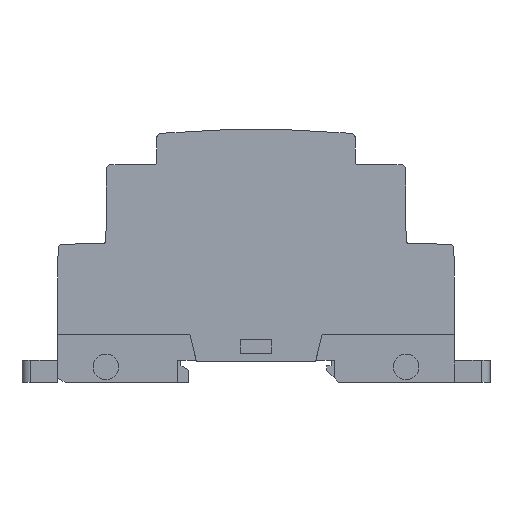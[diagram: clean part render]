
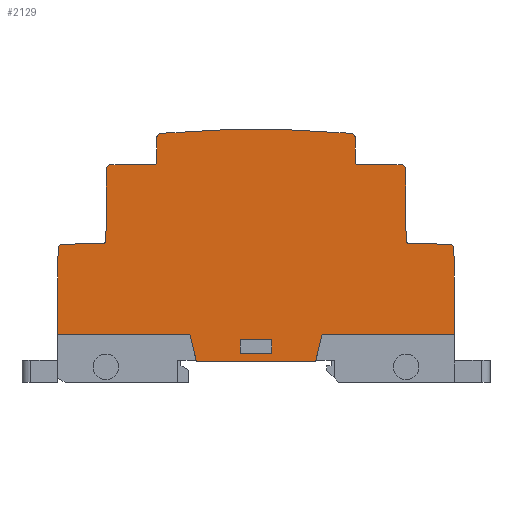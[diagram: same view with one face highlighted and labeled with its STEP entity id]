
A CAD part, left-side view. The second image highlights one B-rep face of the part: STEP entity #2129.
In plain terms, the highlighted planar face has unit normal (-1, 0, 0).
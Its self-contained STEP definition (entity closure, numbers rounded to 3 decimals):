
#1356=CARTESIAN_POINT('',(0.,-44.83,25.449));
#1357=VERTEX_POINT('',#1356);
#1358=CARTESIAN_POINT('',(0.0,-43.857,26.442));
#1359=VERTEX_POINT('',#1358);
#1360=CARTESIAN_POINT('',(0.,-43.829,25.441));
#1361=DIRECTION('',(-1.0,0.,0.));
#1362=DIRECTION('',(0.,-0.712,0.702));
#1363=AXIS2_PLACEMENT_3D('',#1360,#1361,#1362);
#1364=CIRCLE('',#1363,1.001);
#1365=EDGE_CURVE('',#1357,#1359,#1364,.T.);
#1398=CARTESIAN_POINT('',(0.,-45.001,6.));
#1399=VERTEX_POINT('',#1398);
#1400=CARTESIAN_POINT('',(0.,-45.001,6.));
#1401=DIRECTION('',(0.0,0.009,1.));
#1402=VECTOR('',#1401,19.449);
#1403=LINE('',#1400,#1402);
#1404=EDGE_CURVE('',#1399,#1357,#1403,.T.);
#1429=CARTESIAN_POINT('',(0.,44.83,25.451));
#1430=VERTEX_POINT('',#1429);
#1431=CARTESIAN_POINT('',(0.,45.,6.));
#1432=VERTEX_POINT('',#1431);
#1433=CARTESIAN_POINT('',(0.,44.83,25.451));
#1434=DIRECTION('',(0.0,0.009,-1.));
#1435=VECTOR('',#1434,19.452);
#1436=LINE('',#1433,#1435);
#1437=EDGE_CURVE('',#1430,#1432,#1436,.T.);
#1469=CARTESIAN_POINT('',(0.0,43.856,26.442));
#1470=VERTEX_POINT('',#1469);
#1471=CARTESIAN_POINT('',(0.,43.83,25.442));
#1472=DIRECTION('',(-1.0,0.,0.));
#1473=DIRECTION('',(0.,0.713,0.701));
#1474=AXIS2_PLACEMENT_3D('',#1471,#1472,#1473);
#1475=CIRCLE('',#1474,1.);
#1476=EDGE_CURVE('',#1470,#1430,#1475,.T.);
#1502=CARTESIAN_POINT('',(0.,33.853,43.508));
#1503=VERTEX_POINT('',#1502);
#1504=CARTESIAN_POINT('',(0.,33.996,27.183));
#1505=VERTEX_POINT('',#1504);
#1506=CARTESIAN_POINT('',(0.,33.853,43.508));
#1507=DIRECTION('',(0.0,0.009,-1.));
#1508=VECTOR('',#1507,16.326);
#1509=LINE('',#1506,#1508);
#1510=EDGE_CURVE('',#1503,#1505,#1509,.T.);
#1542=CARTESIAN_POINT('',(0.,22.496,44.994));
#1543=VERTEX_POINT('',#1542);
#1544=CARTESIAN_POINT('',(0.,22.995,44.5));
#1545=VERTEX_POINT('',#1544);
#1546=CARTESIAN_POINT('',(0.,22.995,44.998));
#1547=DIRECTION('',(1.0,0.,0.));
#1548=DIRECTION('',(0.,-0.705,-0.71));
#1549=AXIS2_PLACEMENT_3D('',#1546,#1547,#1548);
#1550=CIRCLE('',#1549,0.499);
#1551=EDGE_CURVE('',#1543,#1545,#1550,.T.);
#1584=CARTESIAN_POINT('',(0.,22.446,50.598));
#1585=VERTEX_POINT('',#1584);
#1586=CARTESIAN_POINT('',(0.,22.446,50.598));
#1587=DIRECTION('',(0.0,0.009,-1.));
#1588=VECTOR('',#1587,5.604);
#1589=LINE('',#1586,#1588);
#1590=EDGE_CURVE('',#1585,#1543,#1589,.T.);
#1615=CARTESIAN_POINT('',(0.,21.535,51.582));
#1616=VERTEX_POINT('',#1615);
#1617=CARTESIAN_POINT('',(0.,21.448,50.588));
#1618=DIRECTION('',(-1.0,0.,0.));
#1619=DIRECTION('',(0.,0.734,0.679));
#1620=AXIS2_PLACEMENT_3D('',#1617,#1618,#1619);
#1621=CIRCLE('',#1620,0.998);
#1622=EDGE_CURVE('',#1616,#1585,#1621,.T.);
#1648=CARTESIAN_POINT('',(0.,-21.532,51.583));
#1649=VERTEX_POINT('',#1648);
#1650=CARTESIAN_POINT('',(0.,0.,-201.1));
#1651=DIRECTION('',(-1.0,0.,0.));
#1652=DIRECTION('',(0.,0.,1.));
#1653=AXIS2_PLACEMENT_3D('',#1650,#1651,#1652);
#1654=CIRCLE('',#1653,253.599);
#1655=EDGE_CURVE('',#1649,#1616,#1654,.T.);
#1681=CARTESIAN_POINT('',(0.,-22.447,50.594));
#1682=VERTEX_POINT('',#1681);
#1683=CARTESIAN_POINT('',(0.,-21.447,50.586));
#1684=DIRECTION('',(-1.0,0.,0.));
#1685=DIRECTION('',(0.,-0.733,0.68));
#1686=AXIS2_PLACEMENT_3D('',#1683,#1684,#1685);
#1687=CIRCLE('',#1686,1.);
#1688=EDGE_CURVE('',#1682,#1649,#1687,.T.);
#1714=CARTESIAN_POINT('',(0.,-22.496,44.994));
#1715=VERTEX_POINT('',#1714);
#1716=CARTESIAN_POINT('',(0.,-22.496,44.994));
#1717=DIRECTION('',(0.0,0.009,1.));
#1718=VECTOR('',#1717,5.6);
#1719=LINE('',#1716,#1718);
#1720=EDGE_CURVE('',#1715,#1682,#1719,.T.);
#1745=CARTESIAN_POINT('',(0.,-22.992,44.5));
#1746=VERTEX_POINT('',#1745);
#1747=CARTESIAN_POINT('',(0.,-22.994,44.997));
#1748=DIRECTION('',(1.0,0.,0.));
#1749=DIRECTION('',(0.,0.701,-0.713));
#1750=AXIS2_PLACEMENT_3D('',#1747,#1748,#1749);
#1751=CIRCLE('',#1750,0.498);
#1752=EDGE_CURVE('',#1746,#1715,#1751,.T.);
#1778=CARTESIAN_POINT('',(0.,-32.853,44.5));
#1779=VERTEX_POINT('',#1778);
#1780=CARTESIAN_POINT('',(0.,-32.853,44.5));
#1781=DIRECTION('',(0.0,1.0,0.0));
#1782=VECTOR('',#1781,9.861);
#1783=LINE('',#1780,#1782);
#1784=EDGE_CURVE('',#1779,#1746,#1783,.T.);
#1809=CARTESIAN_POINT('',(0.,-33.853,43.507));
#1810=VERTEX_POINT('',#1809);
#1811=CARTESIAN_POINT('',(0.,-32.853,43.5));
#1812=DIRECTION('',(-1.0,0.,0.));
#1813=DIRECTION('',(0.,-0.704,0.711));
#1814=AXIS2_PLACEMENT_3D('',#1811,#1812,#1813);
#1815=CIRCLE('',#1814,1.);
#1816=EDGE_CURVE('',#1810,#1779,#1815,.T.);
#1842=CARTESIAN_POINT('',(0.,-33.996,27.183));
#1843=VERTEX_POINT('',#1842);
#1844=CARTESIAN_POINT('',(0.,-33.996,27.183));
#1845=DIRECTION('',(0.0,0.009,1.));
#1846=VECTOR('',#1845,16.325);
#1847=LINE('',#1844,#1846);
#1848=EDGE_CURVE('',#1843,#1810,#1847,.T.);
#1873=CARTESIAN_POINT('',(0.0,-34.482,26.687));
#1874=VERTEX_POINT('',#1873);
#1875=CARTESIAN_POINT('',(0.,-34.496,27.186));
#1876=DIRECTION('',(1.0,0.,0.));
#1877=DIRECTION('',(0.,0.712,-0.702));
#1878=AXIS2_PLACEMENT_3D('',#1875,#1876,#1877);
#1879=CIRCLE('',#1878,0.499);
#1880=EDGE_CURVE('',#1874,#1843,#1879,.T.);
#1906=CARTESIAN_POINT('',(0.,32.851,44.5));
#1907=VERTEX_POINT('',#1906);
#1908=CARTESIAN_POINT('',(0.,32.852,43.499));
#1909=DIRECTION('',(-1.0,0.,0.));
#1910=DIRECTION('',(0.,0.704,0.71));
#1911=AXIS2_PLACEMENT_3D('',#1908,#1909,#1910);
#1912=CIRCLE('',#1911,1.001);
#1913=EDGE_CURVE('',#1907,#1503,#1912,.T.);
#1939=CARTESIAN_POINT('',(0.,22.995,44.5));
#1940=DIRECTION('',(0.0,1.0,0.0));
#1941=VECTOR('',#1940,9.856);
#1942=LINE('',#1939,#1941);
#1943=EDGE_CURVE('',#1545,#1907,#1942,.T.);
#1961=CARTESIAN_POINT('',(0.,-34.482,26.687));
#1962=DIRECTION('',(0.0,-1.,-0.026));
#1963=VECTOR('',#1962,9.378);
#1964=LINE('',#1961,#1963);
#1965=EDGE_CURVE('',#1874,#1359,#1964,.T.);
#1999=CARTESIAN_POINT('',(0.,34.483,26.687));
#2000=VERTEX_POINT('',#1999);
#2001=CARTESIAN_POINT('',(0.,43.856,26.442));
#2002=DIRECTION('',(0.0,-1.,0.026));
#2003=VECTOR('',#2002,9.376);
#2004=LINE('',#2001,#2003);
#2005=EDGE_CURVE('',#1470,#2000,#2004,.T.);
#2057=CARTESIAN_POINT('',(0.0,0.,15.));
#2058=DIRECTION('',(1.0,0.0,0.0));
#2059=DIRECTION('',(0.0,0.0,-1.0));
#2060=AXIS2_PLACEMENT_3D('',#2057,#2058,#2059);
#2061=PLANE('',#2060);
#2062=ORIENTED_EDGE('',*,*,#1965,.F.);
#2063=ORIENTED_EDGE('',*,*,#1880,.T.);
#2064=ORIENTED_EDGE('',*,*,#1848,.T.);
#2065=ORIENTED_EDGE('',*,*,#1816,.T.);
#2066=ORIENTED_EDGE('',*,*,#1784,.T.);
#2067=ORIENTED_EDGE('',*,*,#1752,.T.);
#2068=ORIENTED_EDGE('',*,*,#1720,.T.);
#2069=ORIENTED_EDGE('',*,*,#1688,.T.);
#2070=ORIENTED_EDGE('',*,*,#1655,.T.);
#2071=ORIENTED_EDGE('',*,*,#1622,.T.);
#2072=ORIENTED_EDGE('',*,*,#1590,.T.);
#2073=ORIENTED_EDGE('',*,*,#1551,.T.);
#2074=ORIENTED_EDGE('',*,*,#1943,.T.);
#2075=ORIENTED_EDGE('',*,*,#1913,.T.);
#2076=ORIENTED_EDGE('',*,*,#1510,.T.);
#2077=CARTESIAN_POINT('',(0.,34.496,27.187));
#2078=DIRECTION('',(1.0,0.,0.));
#2079=DIRECTION('',(0.,-0.714,-0.701));
#2080=AXIS2_PLACEMENT_3D('',#2077,#2078,#2079);
#2081=CIRCLE('',#2080,0.5);
#2082=EDGE_CURVE('',#1505,#2000,#2081,.T.);
#2083=ORIENTED_EDGE('',*,*,#2082,.T.);
#2084=ORIENTED_EDGE('',*,*,#2005,.F.);
#2085=ORIENTED_EDGE('',*,*,#1476,.T.);
#2086=ORIENTED_EDGE('',*,*,#1437,.T.);
#2087=CARTESIAN_POINT('',(0.0,15.,6.));
#2088=VERTEX_POINT('',#2087);
#2089=CARTESIAN_POINT('',(0.,45.,6.));
#2090=DIRECTION('',(0.0,-1.0,0.0));
#2091=VECTOR('',#2090,30.);
#2092=LINE('',#2089,#2091);
#2093=EDGE_CURVE('',#1432,#2088,#2092,.T.);
#2094=ORIENTED_EDGE('',*,*,#2093,.T.);
#2095=CARTESIAN_POINT('',(0.0,13.5,0.));
#2096=VERTEX_POINT('',#2095);
#2097=CARTESIAN_POINT('',(0.,13.5,0.0));
#2098=DIRECTION('',(0.0,0.243,0.97));
#2099=VECTOR('',#2098,6.185);
#2100=LINE('',#2097,#2099);
#2101=EDGE_CURVE('',#2096,#2088,#2100,.T.);
#2102=ORIENTED_EDGE('',*,*,#2101,.F.);
#2103=CARTESIAN_POINT('',(0.0,-13.5,0.));
#2104=VERTEX_POINT('',#2103);
#2105=CARTESIAN_POINT('',(0.,-13.5,0.));
#2106=DIRECTION('',(0.0,1.0,0.0));
#2107=VECTOR('',#2106,27.);
#2108=LINE('',#2105,#2107);
#2109=EDGE_CURVE('',#2104,#2096,#2108,.T.);
#2110=ORIENTED_EDGE('',*,*,#2109,.F.);
#2111=CARTESIAN_POINT('',(0.0,-15.,6.));
#2112=VERTEX_POINT('',#2111);
#2113=CARTESIAN_POINT('',(0.,-15.,6.));
#2114=DIRECTION('',(0.0,0.243,-0.97));
#2115=VECTOR('',#2114,6.185);
#2116=LINE('',#2113,#2115);
#2117=EDGE_CURVE('',#2112,#2104,#2116,.T.);
#2118=ORIENTED_EDGE('',*,*,#2117,.F.);
#2119=CARTESIAN_POINT('',(0.,-45.001,6.));
#2120=DIRECTION('',(0.0,1.0,0.0));
#2121=VECTOR('',#2120,30.001);
#2122=LINE('',#2119,#2121);
#2123=EDGE_CURVE('',#1399,#2112,#2122,.T.);
#2124=ORIENTED_EDGE('',*,*,#2123,.F.);
#2125=ORIENTED_EDGE('',*,*,#1404,.T.);
#2126=ORIENTED_EDGE('',*,*,#1365,.T.);
#2127=EDGE_LOOP('',(#2062,#2063,#2064,#2065,#2066,#2067,#2068,#2069,#2070,#2071,#2072,#2073,#2074,#2075,#2076,#2083,#2084,#2085,#2086,#2094,#2102,#2110,#2118,#2124,#2125,#2126));
#2128=FACE_OUTER_BOUND('',#2127,.T.);
#2129=ADVANCED_FACE('',(#2128),#2061,.F.);
